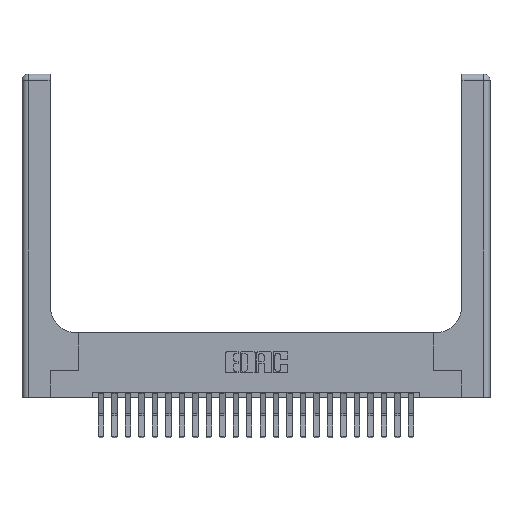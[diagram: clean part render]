
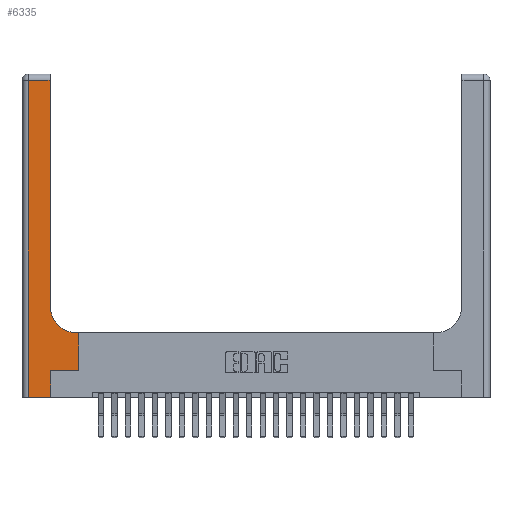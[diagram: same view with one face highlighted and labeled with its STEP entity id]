
A CAD part, top view. The second image highlights one B-rep face of the part: STEP entity #6335.
In plain terms, the highlighted planar face has unit normal (0, 0, 1).
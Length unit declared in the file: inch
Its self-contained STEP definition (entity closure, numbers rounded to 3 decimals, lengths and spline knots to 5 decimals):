
#220 = EDGE_CURVE ( 'NONE', #5773, #4989, #17311, .T. ) ;
#512 = DIRECTION ( 'NONE',  ( 0., -1., 0. ) ) ;
#815 = VERTEX_POINT ( 'NONE', #22606 ) ;
#1023 = EDGE_LOOP ( 'NONE', ( #12169, #2604, #20833, #1028, #4855, #15405, #18928, #16045, #20651 ) ) ;
#1028 = ORIENTED_EDGE ( 'NONE', *, *, #220, .T. ) ;
#1069 = PLANE ( 'NONE',  #5542 ) ;
#1108 = EDGE_CURVE ( 'NONE', #14563, #5773, #17258, .T. ) ;
#1230 = CARTESIAN_POINT ( 'NONE',  ( 0.265, 0., 0.37 ) ) ;
#1464 = DIRECTION ( 'NONE',  ( 0., 1., 0. ) ) ;
#1746 = CARTESIAN_POINT ( 'NONE',  ( 0.26, 3., 0.37 ) ) ;
#1816 = CARTESIAN_POINT ( 'NONE',  ( 0.26, 0.85, 0.37 ) ) ;
#2604 = ORIENTED_EDGE ( 'NONE', *, *, #6415, .T. ) ;
#3561 = CARTESIAN_POINT ( 'NONE',  ( 0.528, 0.25, 0.37 ) ) ;
#3678 = LINE ( 'NONE', #15702, #10816 ) ;
#4299 = VERTEX_POINT ( 'NONE', #6960 ) ;
#4769 = CIRCLE ( 'NONE', #13366, 0.25 ) ;
#4828 = EDGE_CURVE ( 'NONE', #20054, #10373, #13469, .T. ) ;
#4855 = ORIENTED_EDGE ( 'NONE', *, *, #20025, .T. ) ;
#4989 = VERTEX_POINT ( 'NONE', #8824 ) ;
#5542 = AXIS2_PLACEMENT_3D ( 'NONE', #13947, #17298, #21128 ) ;
#5610 = DIRECTION ( 'NONE',  ( 0., 1., 0. ) ) ;
#5773 = VERTEX_POINT ( 'NONE', #6469 ) ;
#5825 = DIRECTION ( 'NONE',  ( 1., 0., 0. ) ) ;
#6059 = CARTESIAN_POINT ( 'NONE',  ( 0.51, 0.85, 0.37 ) ) ;
#6335 = ADVANCED_FACE ( 'NONE', ( #18422 ), #1069, .F. ) ;
#6415 = EDGE_CURVE ( 'NONE', #4299, #14563, #10818, .T. ) ;
#6452 = LINE ( 'NONE', #10905, #22520 ) ;
#6469 = CARTESIAN_POINT ( 'NONE',  ( 0.06, 0., 0.37 ) ) ;
#6534 = DIRECTION ( 'NONE',  ( 0., 1., 0. ) ) ;
#6935 = DIRECTION ( 'NONE',  ( 1., 0., 0. ) ) ;
#6960 = CARTESIAN_POINT ( 'NONE',  ( 0.26, 2.94, 0.37 ) ) ;
#7376 = CARTESIAN_POINT ( 'NONE',  ( 0.528, 0.6, 0.37 ) ) ;
#8824 = CARTESIAN_POINT ( 'NONE',  ( 0.265, 0., 0.37 ) ) ;
#8826 = EDGE_CURVE ( 'NONE', #10373, #815, #3678, .T. ) ;
#9550 = DIRECTION ( 'NONE',  ( -1., 0., 0. ) ) ;
#10373 = VERTEX_POINT ( 'NONE', #7376 ) ;
#10573 = CARTESIAN_POINT ( 'NONE',  ( 0., 0., 0.37 ) ) ;
#10598 = LINE ( 'NONE', #1230, #22101 ) ;
#10816 = VECTOR ( 'NONE', #12145, 39.37008 ) ;
#10818 = LINE ( 'NONE', #22042, #11937 ) ;
#10905 = CARTESIAN_POINT ( 'NONE',  ( 0.265, 0.25, 0.37 ) ) ;
#11026 = CARTESIAN_POINT ( 'NONE',  ( 0.265, 0.25, 0.37 ) ) ;
#11937 = VECTOR ( 'NONE', #9550, 39.37008 ) ;
#12129 = CARTESIAN_POINT ( 'NONE',  ( 0.06, 2.94, 0.37 ) ) ;
#12145 = DIRECTION ( 'NONE',  ( -1., 0., 0. ) ) ;
#12169 = ORIENTED_EDGE ( 'NONE', *, *, #15594, .T. ) ;
#13234 = DIRECTION ( 'NONE',  ( 0., 0., -1. ) ) ;
#13366 = AXIS2_PLACEMENT_3D ( 'NONE', #6059, #13234, #5825 ) ;
#13469 = LINE ( 'NONE', #15488, #21549 ) ;
#13947 = CARTESIAN_POINT ( 'NONE',  ( 0., 3., 0.37 ) ) ;
#14563 = VERTEX_POINT ( 'NONE', #12129 ) ;
#14605 = VERTEX_POINT ( 'NONE', #11026 ) ;
#15069 = VECTOR ( 'NONE', #23125, 39.37008 ) ;
#15405 = ORIENTED_EDGE ( 'NONE', *, *, #23300, .T. ) ;
#15488 = CARTESIAN_POINT ( 'NONE',  ( 0.528, 0.25, 0.37 ) ) ;
#15594 = EDGE_CURVE ( 'NONE', #18611, #4299, #21144, .T. ) ;
#15702 = CARTESIAN_POINT ( 'NONE',  ( 0.26, 0.6, 0.37 ) ) ;
#16045 = ORIENTED_EDGE ( 'NONE', *, *, #8826, .T. ) ;
#16842 = CARTESIAN_POINT ( 'NONE',  ( 0.06, 3., 0.37 ) ) ;
#17258 = LINE ( 'NONE', #16842, #17566 ) ;
#17298 = DIRECTION ( 'NONE',  ( 0., 0., -1. ) ) ;
#17311 = LINE ( 'NONE', #10573, #15069 ) ;
#17566 = VECTOR ( 'NONE', #512, 39.37008 ) ;
#18422 = FACE_OUTER_BOUND ( 'NONE', #1023, .T. ) ;
#18611 = VERTEX_POINT ( 'NONE', #1816 ) ;
#18928 = ORIENTED_EDGE ( 'NONE', *, *, #4828, .T. ) ;
#20025 = EDGE_CURVE ( 'NONE', #4989, #14605, #10598, .T. ) ;
#20054 = VERTEX_POINT ( 'NONE', #3561 ) ;
#20306 = VECTOR ( 'NONE', #5610, 39.37008 ) ;
#20651 = ORIENTED_EDGE ( 'NONE', *, *, #22867, .T. ) ;
#20833 = ORIENTED_EDGE ( 'NONE', *, *, #1108, .T. ) ;
#21128 = DIRECTION ( 'NONE',  ( -1., 0., 0. ) ) ;
#21144 = LINE ( 'NONE', #1746, #20306 ) ;
#21549 = VECTOR ( 'NONE', #6534, 39.37008 ) ;
#22042 = CARTESIAN_POINT ( 'NONE',  ( 0., 2.94, 0.37 ) ) ;
#22101 = VECTOR ( 'NONE', #1464, 39.37008 ) ;
#22520 = VECTOR ( 'NONE', #6935, 39.37008 ) ;
#22606 = CARTESIAN_POINT ( 'NONE',  ( 0.51, 0.6, 0.37 ) ) ;
#22867 = EDGE_CURVE ( 'NONE', #815, #18611, #4769, .T. ) ;
#23125 = DIRECTION ( 'NONE',  ( 1., 0., 0. ) ) ;
#23300 = EDGE_CURVE ( 'NONE', #14605, #20054, #6452, .T. ) ;
